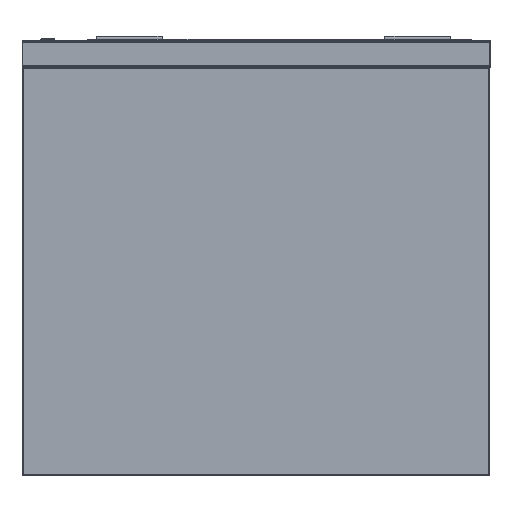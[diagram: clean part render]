
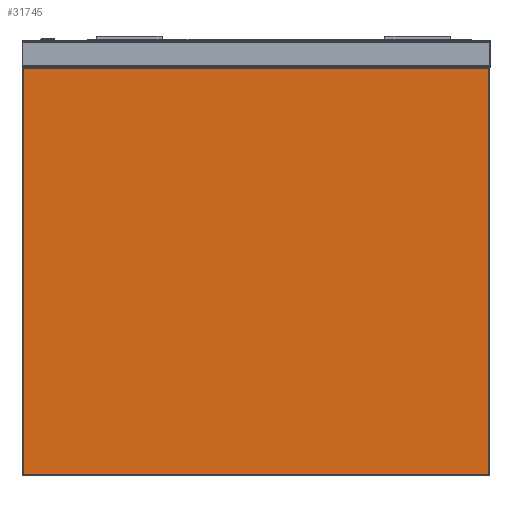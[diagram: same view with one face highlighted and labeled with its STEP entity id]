
A CAD part, left-side view. The second image highlights one B-rep face of the part: STEP entity #31745.
In plain terms, the highlighted planar face has unit normal (-1, 0, 0).
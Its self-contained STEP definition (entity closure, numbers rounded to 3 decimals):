
#1048 = PLANE ( 'NONE',  #15771 ) ;
#3529 = DIRECTION ( 'NONE',  ( 0., 0., 1. ) ) ;
#3815 = EDGE_LOOP ( 'NONE', ( #35757, #13944, #10404, #22479 ) ) ;
#5190 = CARTESIAN_POINT ( 'NONE',  ( -880., 353., -660. ) ) ;
#6327 = CARTESIAN_POINT ( 'NONE',  ( -880., 355., -42. ) ) ;
#6562 = VECTOR ( 'NONE', #26834, 1000. ) ;
#9420 = CARTESIAN_POINT ( 'NONE',  ( -880., 353., -42. ) ) ;
#9749 = FACE_OUTER_BOUND ( 'NONE', #3815, .T. ) ;
#10404 = ORIENTED_EDGE ( 'NONE', *, *, #22938, .T. ) ;
#10585 = DIRECTION ( 'NONE',  ( 0., 0., 1. ) ) ;
#13376 = LINE ( 'NONE', #27544, #21261 ) ;
#13944 = ORIENTED_EDGE ( 'NONE', *, *, #26624, .T. ) ;
#14754 = VECTOR ( 'NONE', #22858, 1000. ) ;
#15141 = CARTESIAN_POINT ( 'NONE',  ( -880., -355., -658. ) ) ;
#15318 = LINE ( 'NONE', #15141, #6562 ) ;
#15644 = VERTEX_POINT ( 'NONE', #24507 ) ;
#15771 = AXIS2_PLACEMENT_3D ( 'NONE', #24028, #24399, #3529 ) ;
#17312 = VECTOR ( 'NONE', #36735, 1000. ) ;
#17363 = VERTEX_POINT ( 'NONE', #34864 ) ;
#21108 = CARTESIAN_POINT ( 'NONE',  ( -880., -353., -42. ) ) ;
#21261 = VECTOR ( 'NONE', #10585, 1000. ) ;
#22479 = ORIENTED_EDGE ( 'NONE', *, *, #26822, .T. ) ;
#22858 = DIRECTION ( 'NONE',  ( 0., 0., -1. ) ) ;
#22938 = EDGE_CURVE ( 'NONE', #27678, #15644, #37210, .T. ) ;
#24028 = CARTESIAN_POINT ( 'NONE',  ( -880., -355., -660. ) ) ;
#24257 = LINE ( 'NONE', #6327, #17312 ) ;
#24399 = DIRECTION ( 'NONE',  ( -1., 0., 0. ) ) ;
#24507 = CARTESIAN_POINT ( 'NONE',  ( -880., 353., -658. ) ) ;
#26624 = EDGE_CURVE ( 'NONE', #29792, #27678, #24257, .T. ) ;
#26822 = EDGE_CURVE ( 'NONE', #15644, #17363, #15318, .T. ) ;
#26834 = DIRECTION ( 'NONE',  ( 0., -1., 0. ) ) ;
#27544 = CARTESIAN_POINT ( 'NONE',  ( -880., -353., -660. ) ) ;
#27678 = VERTEX_POINT ( 'NONE', #9420 ) ;
#29792 = VERTEX_POINT ( 'NONE', #21108 ) ;
#31745 = ADVANCED_FACE ( 'Fl�che7', ( #9749 ), #1048, .T. ) ;
#32747 = EDGE_CURVE ( 'NONE', #17363, #29792, #13376, .T. ) ;
#34864 = CARTESIAN_POINT ( 'NONE',  ( -880., -353., -658. ) ) ;
#35757 = ORIENTED_EDGE ( 'NONE', *, *, #32747, .T. ) ;
#36735 = DIRECTION ( 'NONE',  ( 0., 1., 0. ) ) ;
#37210 = LINE ( 'NONE', #5190, #14754 ) ;
